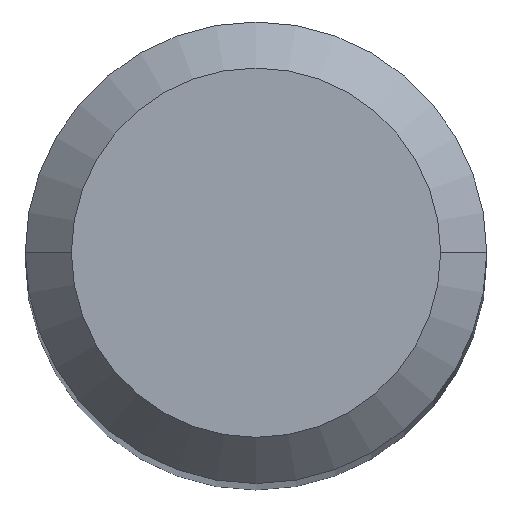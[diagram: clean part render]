
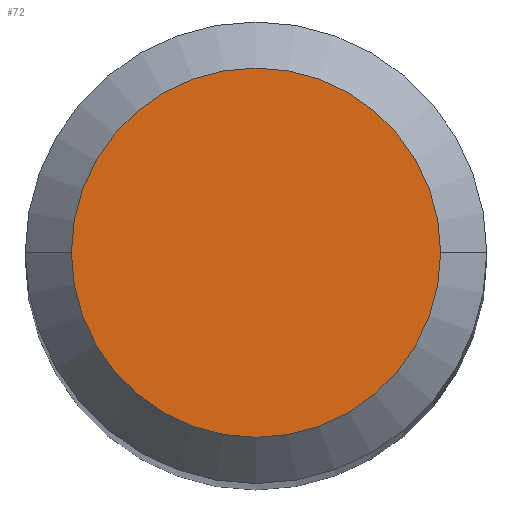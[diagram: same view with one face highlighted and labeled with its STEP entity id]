
A CAD part, top view. The second image highlights one B-rep face of the part: STEP entity #72.
In plain terms, the highlighted planar face has unit normal (0, 0, 1).
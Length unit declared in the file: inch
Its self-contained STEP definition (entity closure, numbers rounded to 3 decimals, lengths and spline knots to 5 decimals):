
#5 = CARTESIAN_POINT ( 'NONE',  ( 0., 0., 0. ) ) ;
#40 = DIRECTION ( 'NONE',  ( -1., 0., 0. ) ) ;
#55 = CARTESIAN_POINT ( 'NONE',  ( 0., 0., 0. ) ) ;
#57 = CIRCLE ( 'NONE', #479, 0.04724 ) ;
#70 = DIRECTION ( 'NONE',  ( 0., 0., -1. ) ) ;
#72 = ADVANCED_FACE ( 'NONE', ( #383 ), #155, .F. ) ;
#155 = PLANE ( 'NONE',  #377 ) ;
#157 = DIRECTION ( 'NONE',  ( 0., 0., 1. ) ) ;
#182 = EDGE_LOOP ( 'NONE', ( #335, #298 ) ) ;
#204 = DIRECTION ( 'NONE',  ( 1., 0., 0. ) ) ;
#210 = CARTESIAN_POINT ( 'NONE',  ( 0., 0., 0. ) ) ;
#216 = EDGE_CURVE ( 'NONE', #294, #485, #407, .T. ) ;
#228 = AXIS2_PLACEMENT_3D ( 'NONE', #55, #157, #204 ) ;
#294 = VERTEX_POINT ( 'NONE', #361 ) ;
#298 = ORIENTED_EDGE ( 'NONE', *, *, #304, .T. ) ;
#304 = EDGE_CURVE ( 'NONE', #485, #294, #57, .T. ) ;
#309 = CARTESIAN_POINT ( 'NONE',  ( 0.04724, 0., 0. ) ) ;
#322 = DIRECTION ( 'NONE',  ( 0., 0., 1. ) ) ;
#335 = ORIENTED_EDGE ( 'NONE', *, *, #216, .T. ) ;
#361 = CARTESIAN_POINT ( 'NONE',  ( -0.04724, 0., 0. ) ) ;
#377 = AXIS2_PLACEMENT_3D ( 'NONE', #5, #70, #40 ) ;
#383 = FACE_OUTER_BOUND ( 'NONE', #182, .T. ) ;
#407 = CIRCLE ( 'NONE', #228, 0.04724 ) ;
#472 = DIRECTION ( 'NONE',  ( 1., 0., 0. ) ) ;
#479 = AXIS2_PLACEMENT_3D ( 'NONE', #210, #322, #472 ) ;
#485 = VERTEX_POINT ( 'NONE', #309 ) ;
